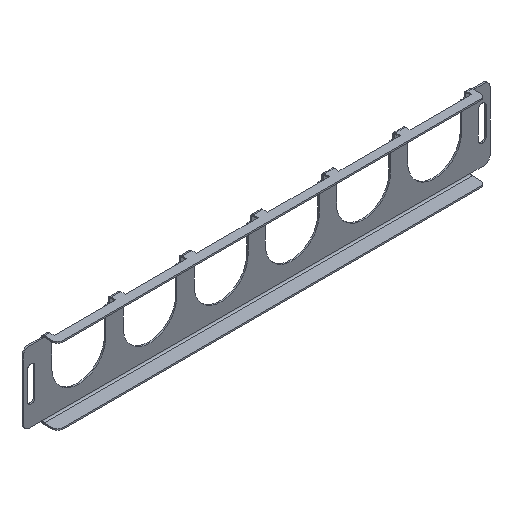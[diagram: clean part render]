
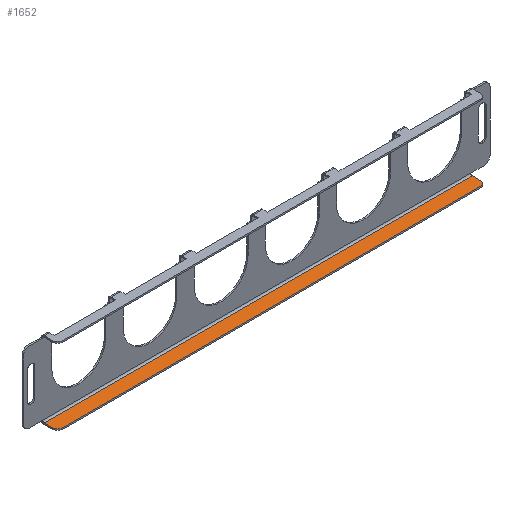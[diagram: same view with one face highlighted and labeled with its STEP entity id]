
A CAD part, isometric view. The second image highlights one B-rep face of the part: STEP entity #1652.
In plain terms, the highlighted planar face has unit normal (0, 0, 1).
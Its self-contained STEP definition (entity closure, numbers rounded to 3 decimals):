
#207 = DIRECTION ( 'NONE',  ( 0., 1., 0. ) ) ;
#318 = DIRECTION ( 'NONE',  ( 1., 0., 0. ) ) ;
#377 = CARTESIAN_POINT ( 'NONE',  ( -222.5, -11., -38.5 ) ) ;
#545 = ORIENTED_EDGE ( 'NONE', *, *, #4068, .T. ) ;
#603 = EDGE_CURVE ( 'NONE', #4020, #1834, #2778, .T. ) ;
#657 = ORIENTED_EDGE ( 'NONE', *, *, #1085, .T. ) ;
#689 = CARTESIAN_POINT ( 'NONE',  ( -222.5, 0., -38.5 ) ) ;
#821 = CARTESIAN_POINT ( 'NONE',  ( -216.5, -17., -38.5 ) ) ;
#831 = VERTEX_POINT ( 'NONE', #821 ) ;
#846 = CARTESIAN_POINT ( 'NONE',  ( 216.5, -17., -38.5 ) ) ;
#906 = CARTESIAN_POINT ( 'NONE',  ( -216.5, -11., -38.5 ) ) ;
#918 = PLANE ( 'NONE',  #3915 ) ;
#926 = DIRECTION ( 'NONE',  ( 0., 0., 1. ) ) ;
#988 = CARTESIAN_POINT ( 'NONE',  ( 0., -17., -38.5 ) ) ;
#1085 = EDGE_CURVE ( 'NONE', #4020, #1539, #1419, .T. ) ;
#1232 = DIRECTION ( 'NONE',  ( 0., 1., 0. ) ) ;
#1243 = ORIENTED_EDGE ( 'NONE', *, *, #603, .F. ) ;
#1312 = CARTESIAN_POINT ( 'NONE',  ( 222.5, -3., -38.5 ) ) ;
#1331 = DIRECTION ( 'NONE',  ( 1., 0., 0. ) ) ;
#1344 = VERTEX_POINT ( 'NONE', #4647 ) ;
#1410 = EDGE_CURVE ( 'NONE', #1539, #831, #2502, .T. ) ;
#1419 = LINE ( 'NONE', #689, #3756 ) ;
#1442 = CARTESIAN_POINT ( 'NONE',  ( 216.5, -11., -38.5 ) ) ;
#1490 = EDGE_LOOP ( 'NONE', ( #657, #4487, #545, #4092, #3164, #1243 ) ) ;
#1539 = VERTEX_POINT ( 'NONE', #377 ) ;
#1609 = VERTEX_POINT ( 'NONE', #846 ) ;
#1640 = VECTOR ( 'NONE', #1331, 1000. ) ;
#1652 = ADVANCED_FACE ( 'NONE', ( #4266 ), #918, .F. ) ;
#1724 = CARTESIAN_POINT ( 'NONE',  ( 222.5, 0., -38.5 ) ) ;
#1803 = EDGE_CURVE ( 'NONE', #1344, #1834, #3516, .T. ) ;
#1834 = VERTEX_POINT ( 'NONE', #1312 ) ;
#1942 = DIRECTION ( 'NONE',  ( 0., 0., -1. ) ) ;
#1981 = AXIS2_PLACEMENT_3D ( 'NONE', #1442, #3256, #4349 ) ;
#2038 = AXIS2_PLACEMENT_3D ( 'NONE', #906, #926, #3158 ) ;
#2129 = VECTOR ( 'NONE', #318, 1000. ) ;
#2408 = CARTESIAN_POINT ( 'NONE',  ( 0., 0., -38.5 ) ) ;
#2490 = DIRECTION ( 'NONE',  ( 0., -1., 0. ) ) ;
#2502 = CIRCLE ( 'NONE', #2038, 6. ) ;
#2778 = LINE ( 'NONE', #2800, #1640 ) ;
#2800 = CARTESIAN_POINT ( 'NONE',  ( -242.5, -3., -38.5 ) ) ;
#2996 = CIRCLE ( 'NONE', #1981, 6. ) ;
#3138 = VECTOR ( 'NONE', #207, 1000. ) ;
#3158 = DIRECTION ( 'NONE',  ( 0., 1., 0. ) ) ;
#3164 = ORIENTED_EDGE ( 'NONE', *, *, #1803, .T. ) ;
#3256 = DIRECTION ( 'NONE',  ( 0., 0., 1. ) ) ;
#3315 = CARTESIAN_POINT ( 'NONE',  ( -222.5, -3., -38.5 ) ) ;
#3516 = LINE ( 'NONE', #1724, #3138 ) ;
#3756 = VECTOR ( 'NONE', #2490, 1000. ) ;
#3915 = AXIS2_PLACEMENT_3D ( 'NONE', #2408, #1942, #1232 ) ;
#4020 = VERTEX_POINT ( 'NONE', #3315 ) ;
#4068 = EDGE_CURVE ( 'NONE', #831, #1609, #4379, .T. ) ;
#4092 = ORIENTED_EDGE ( 'NONE', *, *, #4462, .T. ) ;
#4266 = FACE_OUTER_BOUND ( 'NONE', #1490, .T. ) ;
#4349 = DIRECTION ( 'NONE',  ( 0., 1., 0. ) ) ;
#4379 = LINE ( 'NONE', #988, #2129 ) ;
#4462 = EDGE_CURVE ( 'NONE', #1609, #1344, #2996, .T. ) ;
#4487 = ORIENTED_EDGE ( 'NONE', *, *, #1410, .T. ) ;
#4647 = CARTESIAN_POINT ( 'NONE',  ( 222.5, -11., -38.5 ) ) ;
